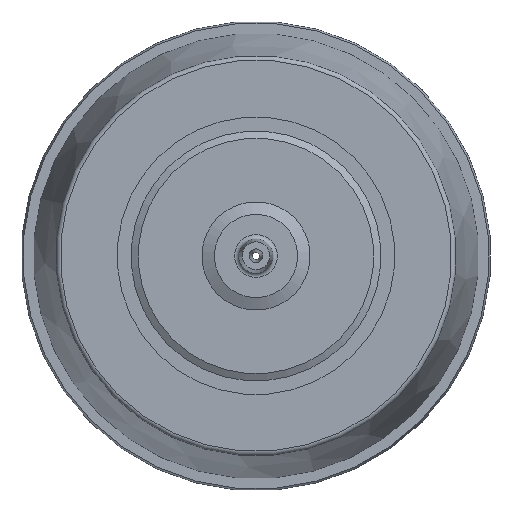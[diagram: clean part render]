
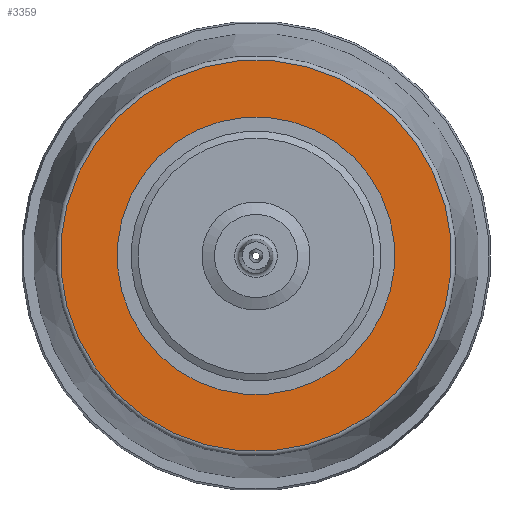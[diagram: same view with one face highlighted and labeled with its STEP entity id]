
A CAD part, top view. The second image highlights one B-rep face of the part: STEP entity #3359.
In plain terms, the highlighted planar face has unit normal (0, 0, 1).
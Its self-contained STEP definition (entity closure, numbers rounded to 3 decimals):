
#81=FACE_BOUND('',#753,.T.);
#127=PLANE('',#3669);
#530=FACE_OUTER_BOUND('',#752,.T.);
#752=EDGE_LOOP('',(#3036));
#753=EDGE_LOOP('',(#3037));
#948=CIRCLE('',#3668,50.);
#949=CIRCLE('',#3670,70.482);
#1500=VERTEX_POINT('',#11407);
#1501=VERTEX_POINT('',#11411);
#2013=EDGE_CURVE('',#1500,#1500,#948,.T.);
#2014=EDGE_CURVE('',#1501,#1501,#949,.T.);
#3036=ORIENTED_EDGE('',*,*,#2014,.F.);
#3037=ORIENTED_EDGE('',*,*,#2013,.T.);
#3359=ADVANCED_FACE('',(#530,#81),#127,.T.);
#3668=AXIS2_PLACEMENT_3D('',#11409,#4366,#4367);
#3669=AXIS2_PLACEMENT_3D('',#11410,#4368,#4369);
#3670=AXIS2_PLACEMENT_3D('',#11412,#4370,#4371);
#4366=DIRECTION('center_axis',(0.,0.,-1.));
#4367=DIRECTION('ref_axis',(0.707,0.707,0.));
#4368=DIRECTION('center_axis',(0.,0.,1.));
#4369=DIRECTION('ref_axis',(0.707,0.707,0.));
#4370=DIRECTION('center_axis',(0.,0.,-1.));
#4371=DIRECTION('ref_axis',(0.707,0.707,0.));
#11407=CARTESIAN_POINT('',(35.355,35.355,50.));
#11409=CARTESIAN_POINT('Origin',(0.,0.,50.));
#11410=CARTESIAN_POINT('Origin',(-49.838,-49.838,50.));
#11411=CARTESIAN_POINT('',(49.838,49.838,50.));
#11412=CARTESIAN_POINT('Origin',(0.,0.,50.));
